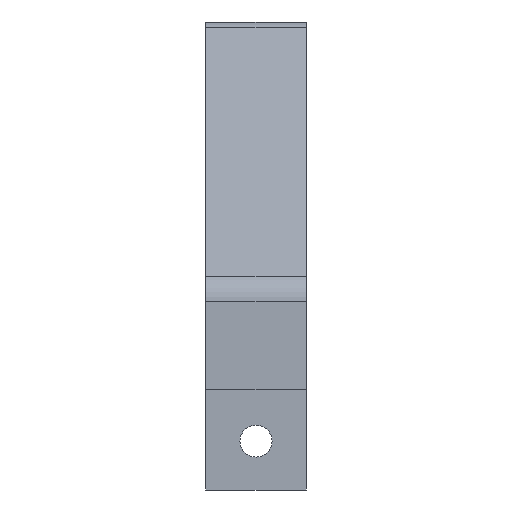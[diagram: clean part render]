
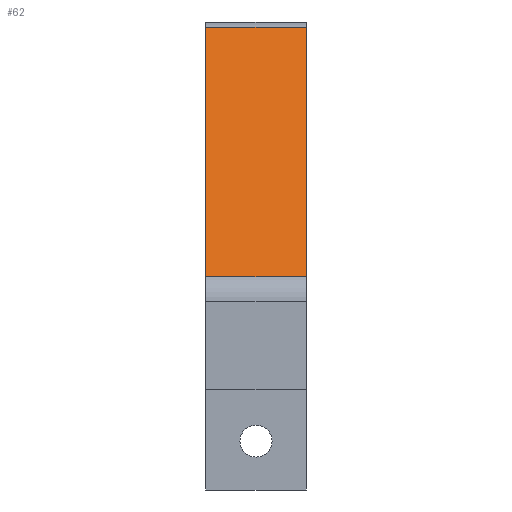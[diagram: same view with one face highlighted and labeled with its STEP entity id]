
A CAD part, front view. The second image highlights one B-rep face of the part: STEP entity #62.
In plain terms, the highlighted planar face has unit normal (0, -0.556, 0.831).
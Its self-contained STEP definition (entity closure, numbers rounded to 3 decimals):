
#62 = ADVANCED_FACE ( 'NONE', ( #287 ), #864, .T. ) ;
#63 = DIRECTION ( 'NONE',  ( 1., 0., 0. ) ) ;
#113 = EDGE_LOOP ( 'NONE', ( #435, #1716, #1361, #875 ) ) ;
#157 = DIRECTION ( 'NONE',  ( -1., 0., 0. ) ) ;
#191 = VECTOR ( 'NONE', #429, 1000. ) ;
#223 = VERTEX_POINT ( 'NONE', #1381 ) ;
#245 = CARTESIAN_POINT ( 'NONE',  ( -56.823, -61.683, -11.998 ) ) ;
#255 = VERTEX_POINT ( 'NONE', #969 ) ;
#287 = FACE_OUTER_BOUND ( 'NONE', #113, .T. ) ;
#317 = EDGE_CURVE ( 'NONE', #1826, #223, #1605, .T. ) ;
#429 = DIRECTION ( 'NONE',  ( 0., -0.831, -0.556 ) ) ;
#435 = ORIENTED_EDGE ( 'NONE', *, *, #1783, .F. ) ;
#460 = DIRECTION ( 'NONE',  ( 0., -0.556, 0.831 ) ) ;
#463 = DIRECTION ( 'NONE',  ( 0., 0.831, 0.556 ) ) ;
#590 = CARTESIAN_POINT ( 'NONE',  ( 0., -60.926, -11.492 ) ) ;
#606 = VECTOR ( 'NONE', #63, 1000. ) ;
#634 = VECTOR ( 'NONE', #463, 1000. ) ;
#663 = AXIS2_PLACEMENT_3D ( 'NONE', #1478, #460, #1737 ) ;
#864 = PLANE ( 'NONE',  #663 ) ;
#875 = ORIENTED_EDGE ( 'NONE', *, *, #1083, .T. ) ;
#916 = CARTESIAN_POINT ( 'NONE',  ( 10., -61.683, -11.998 ) ) ;
#943 = LINE ( 'NONE', #1227, #606 ) ;
#969 = CARTESIAN_POINT ( 'NONE',  ( 0., -61.683, -11.998 ) ) ;
#1017 = VERTEX_POINT ( 'NONE', #1402 ) ;
#1083 = EDGE_CURVE ( 'NONE', #1826, #255, #1153, .T. ) ;
#1153 = LINE ( 'NONE', #245, #1736 ) ;
#1227 = CARTESIAN_POINT ( 'NONE',  ( -56.823, -99.049, -36.968 ) ) ;
#1285 = CARTESIAN_POINT ( 'NONE',  ( 10., -60.926, -11.492 ) ) ;
#1361 = ORIENTED_EDGE ( 'NONE', *, *, #317, .F. ) ;
#1381 = CARTESIAN_POINT ( 'NONE',  ( 10., -99.049, -36.968 ) ) ;
#1402 = CARTESIAN_POINT ( 'NONE',  ( 0., -99.049, -36.968 ) ) ;
#1437 = LINE ( 'NONE', #590, #634 ) ;
#1478 = CARTESIAN_POINT ( 'NONE',  ( -56.823, -60.926, -11.492 ) ) ;
#1605 = LINE ( 'NONE', #1285, #191 ) ;
#1716 = ORIENTED_EDGE ( 'NONE', *, *, #1832, .T. ) ;
#1736 = VECTOR ( 'NONE', #157, 1000. ) ;
#1737 = DIRECTION ( 'NONE',  ( 0., -0.831, -0.556 ) ) ;
#1783 = EDGE_CURVE ( 'NONE', #1017, #255, #1437, .T. ) ;
#1826 = VERTEX_POINT ( 'NONE', #916 ) ;
#1832 = EDGE_CURVE ( 'NONE', #1017, #223, #943, .T. ) ;
